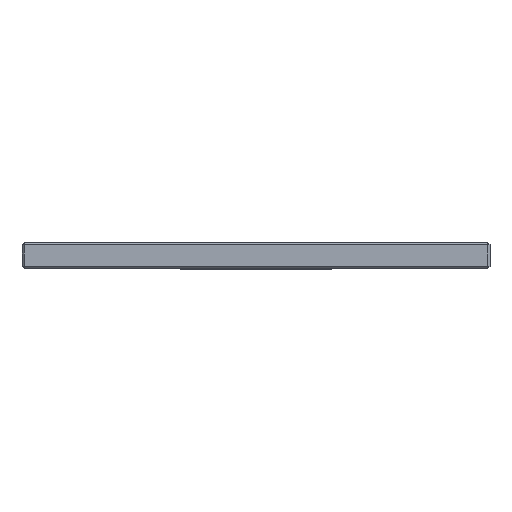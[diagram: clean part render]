
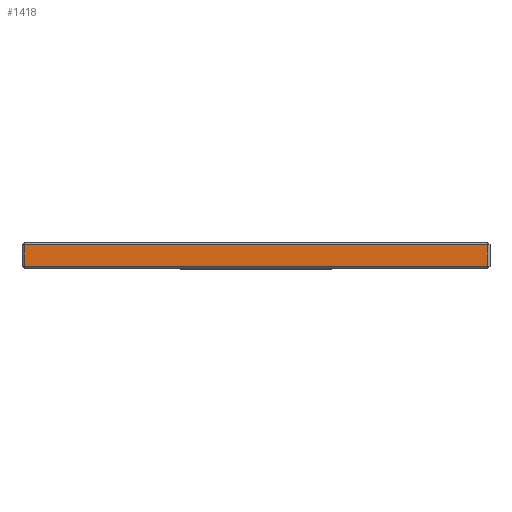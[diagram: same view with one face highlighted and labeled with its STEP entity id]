
A CAD part, top view. The second image highlights one B-rep face of the part: STEP entity #1418.
In plain terms, the highlighted planar face has unit normal (0, 0, 1).
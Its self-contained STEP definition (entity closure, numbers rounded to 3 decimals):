
#104 = CARTESIAN_POINT ( 'NONE',  ( 56.5, 6.35, 57. ) ) ;
#144 = VECTOR ( 'NONE', #1012, 1000. ) ;
#195 = LINE ( 'NONE', #333, #299 ) ;
#294 = EDGE_CURVE ( 'NONE', #1220, #1087, #828, .T. ) ;
#299 = VECTOR ( 'NONE', #1662, 1000. ) ;
#314 = ORIENTED_EDGE ( 'NONE', *, *, #807, .T. ) ;
#327 = DIRECTION ( 'NONE',  ( -1., 0., 0. ) ) ;
#333 = CARTESIAN_POINT ( 'NONE',  ( 57., 0.5, 57. ) ) ;
#453 = PLANE ( 'NONE',  #1841 ) ;
#516 = ORIENTED_EDGE ( 'NONE', *, *, #294, .T. ) ;
#662 = CARTESIAN_POINT ( 'NONE',  ( -56.5, 5.85, 57. ) ) ;
#694 = DIRECTION ( 'NONE',  ( -1., 0., 0. ) ) ;
#723 = LINE ( 'NONE', #1744, #144 ) ;
#751 = FACE_OUTER_BOUND ( 'NONE', #1176, .T. ) ;
#807 = EDGE_CURVE ( 'NONE', #1652, #1220, #195, .T. ) ;
#823 = CARTESIAN_POINT ( 'NONE',  ( -56.5, 0.5, 57. ) ) ;
#828 = LINE ( 'NONE', #104, #1877 ) ;
#885 = EDGE_CURVE ( 'NONE', #1087, #1840, #1576, .T. ) ;
#915 = CARTESIAN_POINT ( 'NONE',  ( -57., 6.35, 57. ) ) ;
#924 = ORIENTED_EDGE ( 'NONE', *, *, #1070, .T. ) ;
#1002 = CARTESIAN_POINT ( 'NONE',  ( -57., 5.85, 57. ) ) ;
#1012 = DIRECTION ( 'NONE',  ( 0., -1., 0. ) ) ;
#1032 = ORIENTED_EDGE ( 'NONE', *, *, #885, .T. ) ;
#1070 = EDGE_CURVE ( 'NONE', #1840, #1652, #723, .T. ) ;
#1087 = VERTEX_POINT ( 'NONE', #1457 ) ;
#1176 = EDGE_LOOP ( 'NONE', ( #314, #516, #1032, #924 ) ) ;
#1220 = VERTEX_POINT ( 'NONE', #1677 ) ;
#1290 = VECTOR ( 'NONE', #694, 1000. ) ;
#1418 = ADVANCED_FACE ( 'NONE', ( #751 ), #453, .F. ) ;
#1457 = CARTESIAN_POINT ( 'NONE',  ( 56.5, 5.85, 57. ) ) ;
#1576 = LINE ( 'NONE', #1002, #1290 ) ;
#1652 = VERTEX_POINT ( 'NONE', #823 ) ;
#1662 = DIRECTION ( 'NONE',  ( 1., 0., 0. ) ) ;
#1677 = CARTESIAN_POINT ( 'NONE',  ( 56.5, 0.5, 57. ) ) ;
#1744 = CARTESIAN_POINT ( 'NONE',  ( -56.5, 6.35, 57. ) ) ;
#1789 = DIRECTION ( 'NONE',  ( 0., 0., -1. ) ) ;
#1840 = VERTEX_POINT ( 'NONE', #662 ) ;
#1841 = AXIS2_PLACEMENT_3D ( 'NONE', #915, #1789, #327 ) ;
#1876 = DIRECTION ( 'NONE',  ( 0., 1., 0. ) ) ;
#1877 = VECTOR ( 'NONE', #1876, 1000. ) ;
